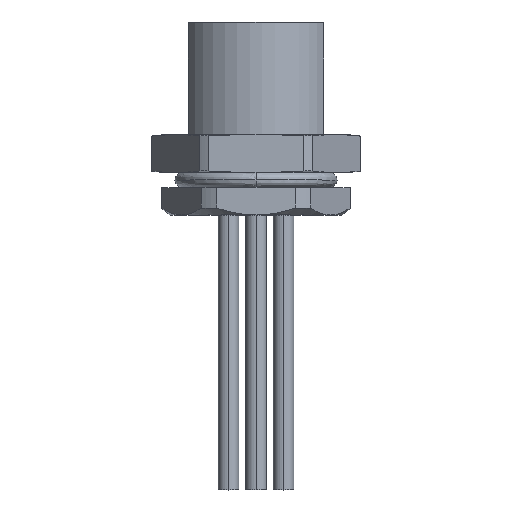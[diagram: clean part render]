
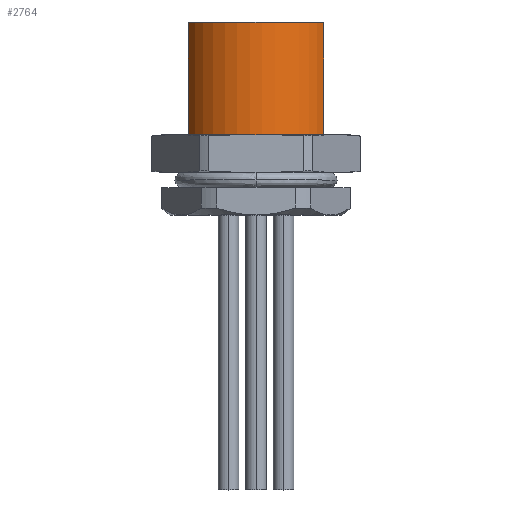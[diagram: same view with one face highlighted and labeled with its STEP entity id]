
A CAD part, top view. The second image highlights one B-rep face of the part: STEP entity #2764.
In plain terms, the highlighted cylindrical face has radius 11 mm (diameter 22 mm), a partial arc.
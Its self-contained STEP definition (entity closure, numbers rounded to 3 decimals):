
#198 = VERTEX_POINT ( 'NONE', #940 ) ;
#375 = VERTEX_POINT ( 'NONE', #1251 ) ;
#940 = CARTESIAN_POINT ( 'NONE',  ( 5.338, -2.524, 35.297 ) ) ;
#1075 = AXIS2_PLACEMENT_3D ( 'NONE', #1851, #1849, #1846 ) ;
#1251 = CARTESIAN_POINT ( 'NONE',  ( 5.338, 13.776, 35.297 ) ) ;
#1313 = AXIS2_PLACEMENT_3D ( 'NONE', #2370, #2363, #2360 ) ;
#1537 = AXIS2_PLACEMENT_3D ( 'NONE', #3084, #3131, #3094 ) ;
#1659 = CARTESIAN_POINT ( 'NONE',  ( -14.362, -2.524, 35.297 ) ) ;
#1846 = DIRECTION ( 'NONE',  ( 0., 0., -1. ) ) ;
#1849 = DIRECTION ( 'NONE',  ( 0., -1., 0. ) ) ;
#1851 = CARTESIAN_POINT ( 'NONE',  ( -4.512, -2.524, 30.4 ) ) ;
#1918 = ORIENTED_EDGE ( 'NONE', *, *, #3282, .F. ) ;
#2028 = ORIENTED_EDGE ( 'NONE', *, *, #3321, .T. ) ;
#2232 = CIRCLE ( 'NONE', #1075, 11. ) ;
#2360 = DIRECTION ( 'NONE',  ( 0., 0., -1. ) ) ;
#2363 = DIRECTION ( 'NONE',  ( 0., -1., 0. ) ) ;
#2370 = CARTESIAN_POINT ( 'NONE',  ( -4.512, 13.776, 30.4 ) ) ;
#2429 = CARTESIAN_POINT ( 'NONE',  ( 5.338, -42.485, 35.297 ) ) ;
#2463 = DIRECTION ( 'NONE',  ( 0., -1., 0. ) ) ;
#2478 = DIRECTION ( 'NONE',  ( 0., 1., 0. ) ) ;
#2491 = CARTESIAN_POINT ( 'NONE',  ( -14.362, -42.485, 35.297 ) ) ;
#2707 = EDGE_LOOP ( 'NONE', ( #3569, #1918, #2028, #3157 ) ) ;
#2764 = ADVANCED_FACE ( 'NONE', ( #3208 ), #3409, .T. ) ;
#2787 = CARTESIAN_POINT ( 'NONE',  ( -14.362, 13.776, 35.297 ) ) ;
#2931 = LINE ( 'NONE', #2429, #3392 ) ;
#2996 = VECTOR ( 'NONE', #2478, 1000. ) ;
#3003 = LINE ( 'NONE', #2491, #2996 ) ;
#3037 = VERTEX_POINT ( 'NONE', #2787 ) ;
#3084 = CARTESIAN_POINT ( 'NONE',  ( -4.512, -14.224, 30.4 ) ) ;
#3094 = DIRECTION ( 'NONE',  ( 0., 0., -1. ) ) ;
#3131 = DIRECTION ( 'NONE',  ( 0., -1., 0. ) ) ;
#3157 = ORIENTED_EDGE ( 'NONE', *, *, #3251, .F. ) ;
#3208 = FACE_OUTER_BOUND ( 'NONE', #2707, .T. ) ;
#3251 = EDGE_CURVE ( 'NONE', #3581, #3037, #3003, .T. ) ;
#3282 = EDGE_CURVE ( 'NONE', #375, #198, #2931, .T. ) ;
#3321 = EDGE_CURVE ( 'NONE', #375, #3037, #3538, .T. ) ;
#3392 = VECTOR ( 'NONE', #2463, 1000. ) ;
#3409 = CYLINDRICAL_SURFACE ( 'NONE', #1537, 11. ) ;
#3501 = EDGE_CURVE ( 'NONE', #198, #3581, #2232, .T. ) ;
#3538 = CIRCLE ( 'NONE', #1313, 11. ) ;
#3569 = ORIENTED_EDGE ( 'NONE', *, *, #3501, .F. ) ;
#3581 = VERTEX_POINT ( 'NONE', #1659 ) ;
